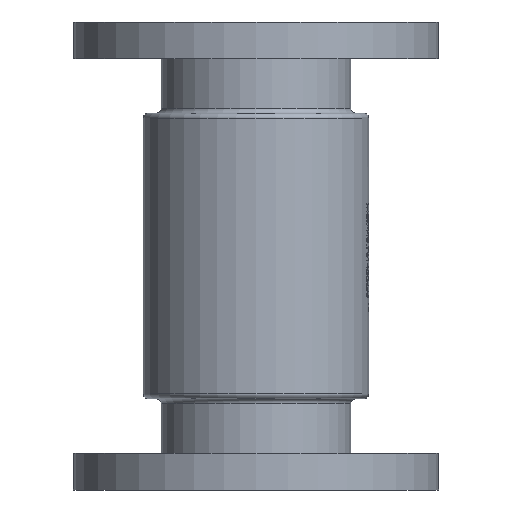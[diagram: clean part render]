
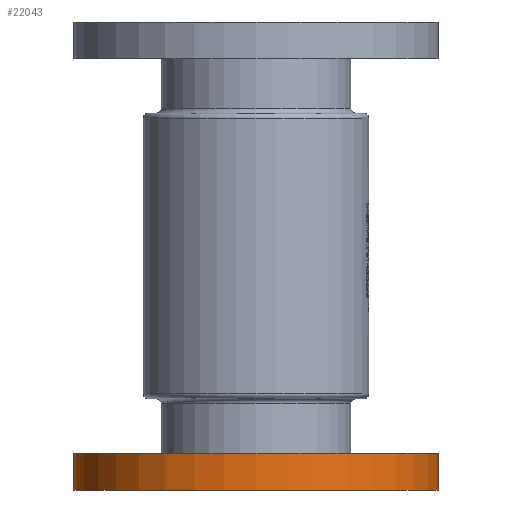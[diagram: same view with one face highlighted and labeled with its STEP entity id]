
A CAD part, front view. The second image highlights one B-rep face of the part: STEP entity #22043.
In plain terms, the highlighted cylindrical face has radius 110 mm (diameter 220 mm), a partial arc.
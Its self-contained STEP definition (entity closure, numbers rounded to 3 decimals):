
#884 = ORIENTED_EDGE ( 'NONE', *, *, #15438, .F. ) ;
#906 = CARTESIAN_POINT ( 'NONE',  ( 110., 0., -260. ) ) ;
#1178 = DIRECTION ( 'NONE',  ( 0., 0., -1. ) ) ;
#2725 = DIRECTION ( 'NONE',  ( 0., 0., -1. ) ) ;
#3938 = DIRECTION ( 'NONE',  ( 0., 0., 1. ) ) ;
#4232 = CARTESIAN_POINT ( 'NONE',  ( 0., 0., -260. ) ) ;
#5395 = AXIS2_PLACEMENT_3D ( 'NONE', #26365, #22130, #6120 ) ;
#6120 = DIRECTION ( 'NONE',  ( 1., 0., 0. ) ) ;
#6623 = VERTEX_POINT ( 'NONE', #906 ) ;
#7088 = VERTEX_POINT ( 'NONE', #7349 ) ;
#7349 = CARTESIAN_POINT ( 'NONE',  ( -110., 0., -282. ) ) ;
#8047 = CIRCLE ( 'NONE', #18193, 110. ) ;
#8701 = EDGE_LOOP ( 'NONE', ( #16684, #12951, #12903, #884 ) ) ;
#8924 = DIRECTION ( 'NONE',  ( 1., 0., 0. ) ) ;
#10578 = AXIS2_PLACEMENT_3D ( 'NONE', #22669, #17431, #8924 ) ;
#12492 = CARTESIAN_POINT ( 'NONE',  ( 110., 0., -282. ) ) ;
#12735 = CARTESIAN_POINT ( 'NONE',  ( -110., 0., -260. ) ) ;
#12837 = EDGE_CURVE ( 'NONE', #13350, #6623, #8047, .T. ) ;
#12903 = ORIENTED_EDGE ( 'NONE', *, *, #19962, .T. ) ;
#12951 = ORIENTED_EDGE ( 'NONE', *, *, #25190, .T. ) ;
#13350 = VERTEX_POINT ( 'NONE', #12735 ) ;
#15438 = EDGE_CURVE ( 'NONE', #6623, #16099, #26699, .T. ) ;
#16099 = VERTEX_POINT ( 'NONE', #18434 ) ;
#16684 = ORIENTED_EDGE ( 'NONE', *, *, #12837, .F. ) ;
#17431 = DIRECTION ( 'NONE',  ( 0., 0., 1. ) ) ;
#17614 = CYLINDRICAL_SURFACE ( 'NONE', #5395, 110. ) ;
#18193 = AXIS2_PLACEMENT_3D ( 'NONE', #4232, #3938, #25082 ) ;
#18434 = CARTESIAN_POINT ( 'NONE',  ( 110., 0., -282. ) ) ;
#19962 = EDGE_CURVE ( 'NONE', #7088, #16099, #25053, .T. ) ;
#21288 = LINE ( 'NONE', #21435, #21842 ) ;
#21435 = CARTESIAN_POINT ( 'NONE',  ( -110., 0., -282. ) ) ;
#21842 = VECTOR ( 'NONE', #2725, 1000. ) ;
#22043 = ADVANCED_FACE ( 'NONE', ( #28937 ), #17614, .T. ) ;
#22130 = DIRECTION ( 'NONE',  ( 0., 0., -1. ) ) ;
#22669 = CARTESIAN_POINT ( 'NONE',  ( 0., 0., -282. ) ) ;
#24551 = VECTOR ( 'NONE', #1178, 1000. ) ;
#25053 = CIRCLE ( 'NONE', #10578, 110. ) ;
#25082 = DIRECTION ( 'NONE',  ( 1., 0., 0. ) ) ;
#25190 = EDGE_CURVE ( 'NONE', #13350, #7088, #21288, .T. ) ;
#26365 = CARTESIAN_POINT ( 'NONE',  ( 0., 0., -282. ) ) ;
#26699 = LINE ( 'NONE', #12492, #24551 ) ;
#28937 = FACE_OUTER_BOUND ( 'NONE', #8701, .T. ) ;
